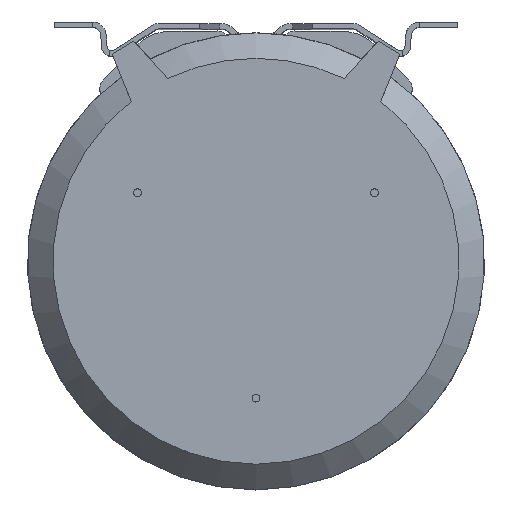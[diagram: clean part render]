
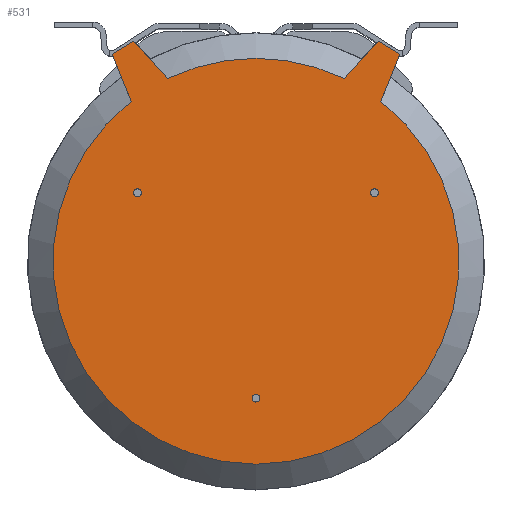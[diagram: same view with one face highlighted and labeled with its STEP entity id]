
A CAD part, top view. The second image highlights one B-rep face of the part: STEP entity #531.
In plain terms, the highlighted planar face has unit normal (0, 0, 1).
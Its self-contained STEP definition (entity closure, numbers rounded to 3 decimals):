
#160=PLANE('',#5073);
#531=ADVANCED_FACE('',(#912,#913,#914,#915),#160,.T.);
#912=FACE_BOUND('',#991,.T.);
#913=FACE_BOUND('',#992,.T.);
#914=FACE_BOUND('',#993,.T.);
#915=FACE_BOUND('',#994,.T.);
#991=EDGE_LOOP('',(#1719,#1720,#1721,#1722,#1723,#1724,#1725,#1726,#1727,
#1728));
#992=EDGE_LOOP('',(#1729,#1730));
#993=EDGE_LOOP('',(#1731,#1732));
#994=EDGE_LOOP('',(#1733,#1734));
#1320=CIRCLE('',#5051,148.294);
#1321=CIRCLE('',#5052,148.294);
#1329=CIRCLE('',#5064,148.294);
#1330=CIRCLE('',#5065,148.294);
#1331=CIRCLE('',#5067,2.876);
#1332=CIRCLE('',#5068,2.876);
#1333=CIRCLE('',#5069,2.876);
#1334=CIRCLE('',#5070,2.876);
#1335=CIRCLE('',#5071,2.876);
#1336=CIRCLE('',#5072,2.876);
#1719=ORIENTED_EDGE('',*,*,#3592,.F.);
#1720=ORIENTED_EDGE('',*,*,#3617,.F.);
#1721=ORIENTED_EDGE('',*,*,#3618,.F.);
#1722=ORIENTED_EDGE('',*,*,#3616,.F.);
#1723=ORIENTED_EDGE('',*,*,#3615,.F.);
#1724=ORIENTED_EDGE('',*,*,#3612,.F.);
#1725=ORIENTED_EDGE('',*,*,#3619,.F.);
#1726=ORIENTED_EDGE('',*,*,#3620,.F.);
#1727=ORIENTED_EDGE('',*,*,#3595,.F.);
#1728=ORIENTED_EDGE('',*,*,#3594,.F.);
#1729=ORIENTED_EDGE('',*,*,#3621,.F.);
#1730=ORIENTED_EDGE('',*,*,#3622,.F.);
#1731=ORIENTED_EDGE('',*,*,#3623,.F.);
#1732=ORIENTED_EDGE('',*,*,#3624,.F.);
#1733=ORIENTED_EDGE('',*,*,#3625,.F.);
#1734=ORIENTED_EDGE('',*,*,#3626,.F.);
#3083=VERTEX_POINT('',#7322);
#3084=VERTEX_POINT('',#7324);
#3085=VERTEX_POINT('',#7331);
#3086=VERTEX_POINT('',#7333);
#3097=VERTEX_POINT('',#7366);
#3098=VERTEX_POINT('',#7368);
#3099=VERTEX_POINT('',#7378);
#3100=VERTEX_POINT('',#7380);
#3101=VERTEX_POINT('',#7384);
#3102=VERTEX_POINT('',#7387);
#3103=VERTEX_POINT('',#7390);
#3104=VERTEX_POINT('',#7391);
#3105=VERTEX_POINT('',#7394);
#3106=VERTEX_POINT('',#7395);
#3107=VERTEX_POINT('',#7398);
#3108=VERTEX_POINT('',#7399);
#3592=EDGE_CURVE('',#3083,#3084,#4238,.T.);
#3594=EDGE_CURVE('',#3084,#3085,#1320,.T.);
#3595=EDGE_CURVE('',#3085,#3086,#1321,.T.);
#3612=EDGE_CURVE('',#3097,#3098,#4247,.T.);
#3615=EDGE_CURVE('',#3098,#3100,#1329,.T.);
#3616=EDGE_CURVE('',#3100,#3099,#1330,.T.);
#3617=EDGE_CURVE('',#3101,#3083,#4248,.T.);
#3618=EDGE_CURVE('',#3099,#3101,#4249,.T.);
#3619=EDGE_CURVE('',#3102,#3097,#4250,.T.);
#3620=EDGE_CURVE('',#3086,#3102,#4251,.T.);
#3621=EDGE_CURVE('',#3103,#3104,#1331,.T.);
#3622=EDGE_CURVE('',#3104,#3103,#1332,.T.);
#3623=EDGE_CURVE('',#3105,#3106,#1333,.T.);
#3624=EDGE_CURVE('',#3106,#3105,#1334,.T.);
#3625=EDGE_CURVE('',#3107,#3108,#1335,.T.);
#3626=EDGE_CURVE('',#3108,#3107,#1336,.T.);
#4238=LINE('',#7323,#4628);
#4247=LINE('',#7367,#4637);
#4248=LINE('',#7383,#4638);
#4249=LINE('',#7385,#4639);
#4250=LINE('',#7386,#4640);
#4251=LINE('',#7388,#4641);
#4628=VECTOR('',#5755,1.);
#4637=VECTOR('',#5790,1.);
#4638=VECTOR('',#5799,1.);
#4639=VECTOR('',#5800,1.);
#4640=VECTOR('',#5801,1.);
#4641=VECTOR('',#5802,1.);
#5051=AXIS2_PLACEMENT_3D('',#7330,#5758,#5759);
#5052=AXIS2_PLACEMENT_3D('',#7332,#5760,#5761);
#5064=AXIS2_PLACEMENT_3D('',#7379,#5793,#5794);
#5065=AXIS2_PLACEMENT_3D('',#7381,#5795,#5796);
#5067=AXIS2_PLACEMENT_3D('',#7389,#5803,#5804);
#5068=AXIS2_PLACEMENT_3D('',#7392,#5805,#5806);
#5069=AXIS2_PLACEMENT_3D('',#7393,#5807,#5808);
#5070=AXIS2_PLACEMENT_3D('',#7396,#5809,#5810);
#5071=AXIS2_PLACEMENT_3D('',#7397,#5811,#5812);
#5072=AXIS2_PLACEMENT_3D('',#7400,#5813,#5814);
#5073=AXIS2_PLACEMENT_3D('',#7401,#5815,#5816);
#5755=DIRECTION('',(-0.375,-0.927,0.));
#5758=DIRECTION('',(0.,0.,-1.));
#5759=DIRECTION('',(0.615,0.789,0.));
#5760=DIRECTION('',(0.,0.,-1.));
#5761=DIRECTION('',(0.,-1.,0.));
#5790=DIRECTION('',(0.669,-0.743,0.));
#5793=DIRECTION('',(0.,0.,-1.));
#5794=DIRECTION('',(-0.435,0.9,0.));
#5795=DIRECTION('',(0.,0.,-1.));
#5796=DIRECTION('',(0.,1.,0.));
#5799=DIRECTION('',(0.858,-0.514,0.));
#5800=DIRECTION('',(0.669,0.743,0.));
#5801=DIRECTION('',(0.858,0.514,0.));
#5802=DIRECTION('',(-0.375,0.927,0.));
#5803=DIRECTION('',(0.,0.,1.));
#5804=DIRECTION('',(1.,0.,0.));
#5805=DIRECTION('',(0.,0.,1.));
#5806=DIRECTION('',(-1.,0.,0.));
#5807=DIRECTION('',(0.,0.,1.));
#5808=DIRECTION('',(-1.,0.,0.));
#5809=DIRECTION('',(0.,0.,1.));
#5810=DIRECTION('',(1.,0.,0.));
#5811=DIRECTION('',(0.,0.,1.));
#5812=DIRECTION('',(1.,0.,0.));
#5813=DIRECTION('',(0.,0.,1.));
#5814=DIRECTION('',(-1.,0.,0.));
#5815=DIRECTION('',(0.,0.,1.));
#5816=DIRECTION('',(0.,-1.,0.));
#7322=CARTESIAN_POINT('',(105.086,151.441,103.04));
#7323=CARTESIAN_POINT('',(105.086,151.441,103.04));
#7324=CARTESIAN_POINT('',(91.158,116.967,103.04));
#7330=CARTESIAN_POINT('',(0.,0.,103.04));
#7331=CARTESIAN_POINT('',(0.,-148.294,103.04));
#7332=CARTESIAN_POINT('',(0.,0.,103.04));
#7333=CARTESIAN_POINT('',(-91.158,116.967,103.04));
#7366=CARTESIAN_POINT('',(-89.193,160.953,103.04));
#7367=CARTESIAN_POINT('',(-89.193,160.953,103.04));
#7368=CARTESIAN_POINT('',(-64.497,133.533,103.04));
#7378=CARTESIAN_POINT('',(64.497,133.533,103.04));
#7379=CARTESIAN_POINT('',(0.,0.,103.04));
#7380=CARTESIAN_POINT('',(0.,148.294,103.04));
#7381=CARTESIAN_POINT('',(0.,0.,103.04));
#7383=CARTESIAN_POINT('',(89.193,160.953,103.04));
#7384=CARTESIAN_POINT('',(89.193,160.953,103.04));
#7385=CARTESIAN_POINT('',(64.497,133.533,103.04));
#7386=CARTESIAN_POINT('',(-105.086,151.441,103.04));
#7387=CARTESIAN_POINT('',(-105.086,151.441,103.04));
#7388=CARTESIAN_POINT('',(-91.158,116.967,103.04));
#7389=CARTESIAN_POINT('',(-86.603,50.,103.04));
#7390=CARTESIAN_POINT('',(-83.726,50.,103.04));
#7391=CARTESIAN_POINT('',(-89.479,50.,103.04));
#7392=CARTESIAN_POINT('',(-86.603,50.,103.04));
#7393=CARTESIAN_POINT('',(86.603,50.,103.04));
#7394=CARTESIAN_POINT('',(83.726,50.,103.04));
#7395=CARTESIAN_POINT('',(89.479,50.,103.04));
#7396=CARTESIAN_POINT('',(86.603,50.,103.04));
#7397=CARTESIAN_POINT('',(0.,-100.,103.04));
#7398=CARTESIAN_POINT('',(2.876,-100.,103.04));
#7399=CARTESIAN_POINT('',(-2.876,-100.,103.04));
#7400=CARTESIAN_POINT('',(0.,-100.,103.04));
#7401=CARTESIAN_POINT('',(0.,0.,103.04));
